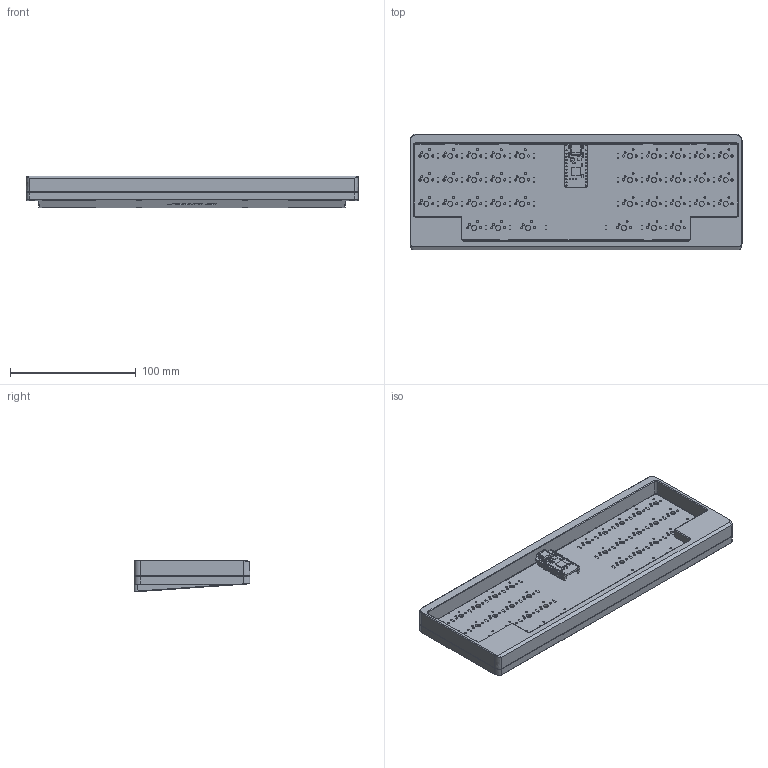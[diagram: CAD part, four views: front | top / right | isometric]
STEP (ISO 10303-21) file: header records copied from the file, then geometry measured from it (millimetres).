
FILE_DESCRIPTION(/* description */ (''),/* implementation_level */ '2;1');
FILE_NAME(/* name */ 'bullyribs.step',/* time_stamp */ '2025-09-27T00:16:41+02:00',/* author */ (''),/* organization */ (''),/* preprocessor_version */ 'ST-DEVELOPER v20.1',/* originating_system */ 'Autodesk Translation Framework v14.17.0.0',/* authorisation */ '');
FILE_SCHEMA (('AUTOMOTIVE_DESIGN { 1 0 10303 214 3 1 1 }'));
Products named in the file (44): (Unsaved); Bottom; LeSTMovoz revision tomka 1; Nice_Nano_V2; root; Diode_SOD-123; LeSTMovoz revision tomka_PCB; Diode_SOD-123_1; Diode_SOD-123_2; Diode_SOD-123_3; Diode_SOD-123_4; Diode_SOD-123_5; Diode_SOD-123_6; Diode_SOD-123_7; Diode_SOD-123_8; Diode_SOD-123_9; Diode_SOD-123_10; Diode_SOD-123_11; Diode_SOD-123_12; Diode_SOD-123_13; Diode_SOD-123_14; Diode_SOD-123_15; Diode_SOD-123_16; Diode_SOD-123_17; Diode_SOD-123_18; Diode_SOD-123_19; Diode_SOD-123_20; Diode_SOD-123_21; Diode_SOD-123_22; Diode_SOD-123_23; Diode_SOD-123_24; Diode_SOD-123_25; Diode_SOD-123_26; Diode_SOD-123_27; Diode_SOD-123_28; Diode_SOD-123_29; Diode_SOD-123_30; Diode_SOD-123_31; Diode_SOD-123_32; Diode_SOD-123_33 ...
Assembly tree (78 placements, depth 4):
  (Unsaved)
    Bottom
    LeSTMovoz revision tomka 1
      Nice_Nano_V2
        root
      Diode_SOD-123
        D_SOD_123
      LeSTMovoz revision tomka_PCB
      Diode_SOD-123_1
        D_SOD_123
      Diode_SOD-123_2
        D_SOD_123
      Diode_SOD-123_3
        D_SOD_123
      Diode_SOD-123_4
        D_SOD_123
      Diode_SOD-123_5
        D_SOD_123
      Diode_SOD-123_6
        D_SOD_123
      Diode_SOD-123_7
        D_SOD_123
      Diode_SOD-123_8
        D_SOD_123
      Diode_SOD-123_9
        D_SOD_123
      Diode_SOD-123_10
        D_SOD_123
      Diode_SOD-123_11
        D_SOD_123
      Diode_SOD-123_12
        D_SOD_123
      Diode_SOD-123_13
        D_SOD_123
      Diode_SOD-123_14
        D_SOD_123
      Diode_SOD-123_15
        D_SOD_123
      Diode_SOD-123_16
        D_SOD_123
      Diode_SOD-123_17
        D_SOD_123
      Diode_SOD-123_18
        D_SOD_123
      Diode_SOD-123_19
        D_SOD_123
      Diode_SOD-123_20
        D_SOD_123
      Diode_SOD-123_21
        D_SOD_123
      Diode_SOD-123_22
        D_SOD_123
      Diode_SOD-123_23
        D_SOD_123
      Diode_SOD-123_24
        D_SOD_123
      Diode_SOD-123_25
        D_SOD_123
      Diode_SOD-123_26
        D_SOD_123
Bounding box: 264.12 x 92.15 x 25.21 mm (x, y, z)
Volume: 213535.1 mm3; surface area: 134973.4 mm2
Topology: 79 solids, 79 shells, 4587 faces, 11179 edges, 6872 vertices
Faces by surface type: plane 3585, cylinder 824, bspline 94, cone 64, torus 16, sphere 4
Full cylindrical faces by diameter (mm): 0.3 x2, 0.5 x2, 0.9 x27, 1.092 x27, 1.5 x72, 1.623 x8, 1.75 x72, 2.2 x8, 3 x16, 4 x44
Entity records: 70287 total; most frequent: CARTESIAN_POINT 13606, ORIENTED_EDGE 11382, DIRECTION 11277, EDGE_CURVE 5691, LINE 4355, VECTOR 4355, VERTEX_POINT 3652, AXIS2_PLACEMENT_3D 3461
